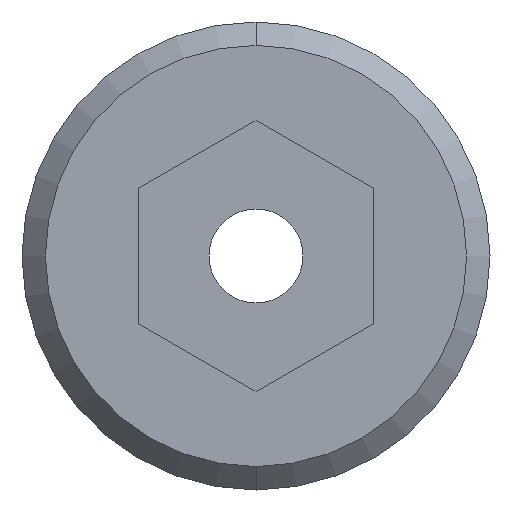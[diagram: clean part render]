
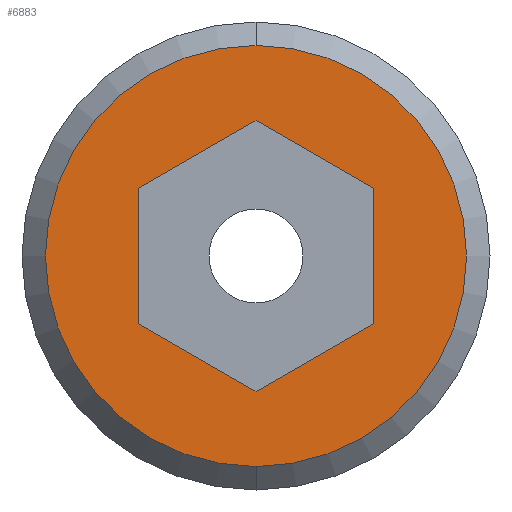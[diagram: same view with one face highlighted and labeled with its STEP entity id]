
A CAD part, left-side view. The second image highlights one B-rep face of the part: STEP entity #6883.
In plain terms, the highlighted planar face has unit normal (-1, 0, 0).
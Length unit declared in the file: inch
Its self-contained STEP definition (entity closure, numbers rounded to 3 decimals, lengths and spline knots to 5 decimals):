
#3260=CARTESIAN_POINT('',(-0.11,0.,0.));
#3261=DIRECTION('',(-1.,0.,0.));
#3262=DIRECTION('',(0.,1.,0.));
#3263=AXIS2_PLACEMENT_3D('',#3260,#3261,#3262);
#3278=DIRECTION('',(0.,0.5,0.866));
#3279=VECTOR('',#3278,0.05196);
#3280=CARTESIAN_POINT('',(-0.11,0.02598,-0.045));
#3281=LINE('',#3280,#3279);
#3282=DIRECTION('',(0.,1.,0.));
#3283=VECTOR('',#3282,0.05196);
#3284=CARTESIAN_POINT('',(-0.11,-0.02598,-0.045));
#3285=LINE('',#3284,#3283);
#3286=DIRECTION('',(0.,0.5,-0.866));
#3287=VECTOR('',#3286,0.05196);
#3288=CARTESIAN_POINT('',(-0.11,-0.05196,0.));
#3289=LINE('',#3288,#3287);
#3290=DIRECTION('',(0.,-0.5,-0.866));
#3291=VECTOR('',#3290,0.05196);
#3292=CARTESIAN_POINT('',(-0.11,-0.02598,0.045));
#3293=LINE('',#3292,#3291);
#3294=DIRECTION('',(0.,-1.,0.));
#3295=VECTOR('',#3294,0.05196);
#3296=CARTESIAN_POINT('',(-0.11,0.02598,0.045));
#3297=LINE('',#3296,#3295);
#3298=DIRECTION('',(0.,-0.5,0.866));
#3299=VECTOR('',#3298,0.05196);
#3300=CARTESIAN_POINT('',(-0.11,0.05196,0.));
#3301=LINE('',#3300,#3299);
#3302=CARTESIAN_POINT('',(-0.11,0.,0.));
#3303=DIRECTION('',(1.,0.,0.));
#3304=DIRECTION('',(0.,1.,0.));
#3305=AXIS2_PLACEMENT_3D('',#3302,#3303,#3304);
#3530=CARTESIAN_POINT('',(-0.11,0.08075,0.));
#3531=CARTESIAN_POINT('',(-0.11,-0.08075,0.));
#3532=VERTEX_POINT('',#3530);
#3533=VERTEX_POINT('',#3531);
#3550=CARTESIAN_POINT('',(-0.11,0.02598,-0.045));
#3551=CARTESIAN_POINT('',(-0.11,0.05196,0.));
#3552=VERTEX_POINT('',#3550);
#3553=VERTEX_POINT('',#3551);
#3554=CARTESIAN_POINT('',(-0.11,-0.02598,-0.045));
#3555=VERTEX_POINT('',#3554);
#3556=CARTESIAN_POINT('',(-0.11,-0.05196,0.));
#3557=VERTEX_POINT('',#3556);
#3558=CARTESIAN_POINT('',(-0.11,-0.02598,0.045));
#3559=VERTEX_POINT('',#3558);
#3560=CARTESIAN_POINT('',(-0.11,0.02598,0.045));
#3561=VERTEX_POINT('',#3560);
#6859=CARTESIAN_POINT('',(-0.11,0.,0.));
#6860=DIRECTION('',(1.,0.,0.));
#6861=DIRECTION('',(0.,-1.,0.));
#6862=AXIS2_PLACEMENT_3D('',#6859,#6860,#6861);
#6863=PLANE('',#6862);
#6864=ORIENTED_EDGE('',*,*,#6849,.F.);
#6866=ORIENTED_EDGE('',*,*,#6865,.T.);
#6867=EDGE_LOOP('',(#6864,#6866));
#6868=FACE_OUTER_BOUND('',#6867,.F.);
#6870=ORIENTED_EDGE('',*,*,#6869,.F.);
#6872=ORIENTED_EDGE('',*,*,#6871,.F.);
#6874=ORIENTED_EDGE('',*,*,#6873,.F.);
#6876=ORIENTED_EDGE('',*,*,#6875,.F.);
#6878=ORIENTED_EDGE('',*,*,#6877,.F.);
#6880=ORIENTED_EDGE('',*,*,#6879,.F.);
#6881=EDGE_LOOP('',(#6870,#6872,#6874,#6876,#6878,#6880));
#6882=FACE_BOUND('',#6881,.F.);
#3264=CIRCLE('',#3263,0.08075);
#3306=CIRCLE('',#3305,0.08075);
#6849=EDGE_CURVE('',#3532,#3533,#3264,.T.);
#6865=EDGE_CURVE('',#3532,#3533,#3306,.T.);
#6869=EDGE_CURVE('',#3552,#3553,#3281,.T.);
#6871=EDGE_CURVE('',#3555,#3552,#3285,.T.);
#6873=EDGE_CURVE('',#3557,#3555,#3289,.T.);
#6875=EDGE_CURVE('',#3559,#3557,#3293,.T.);
#6877=EDGE_CURVE('',#3561,#3559,#3297,.T.);
#6879=EDGE_CURVE('',#3553,#3561,#3301,.T.);
#6883=ADVANCED_FACE('',(#6868,#6882),#6863,.F.);
